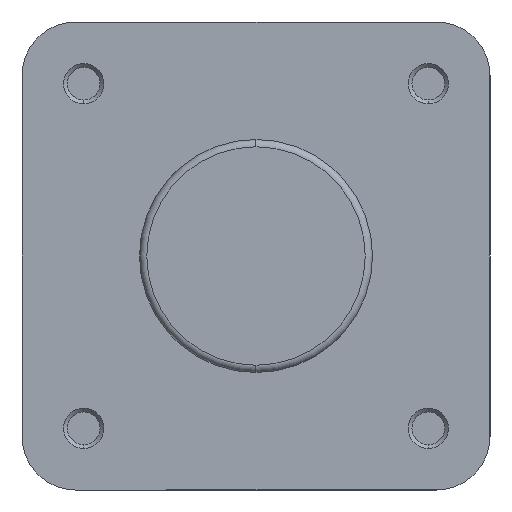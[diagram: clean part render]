
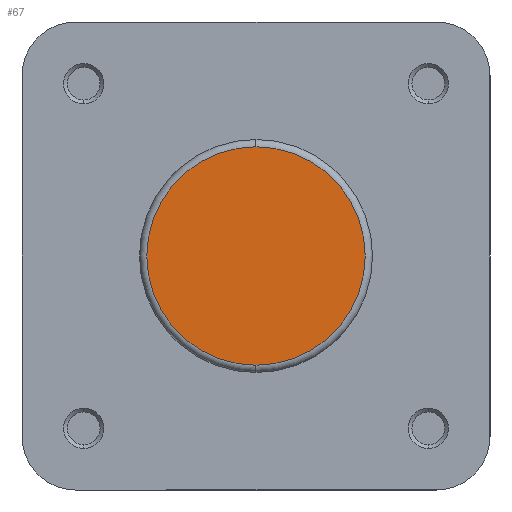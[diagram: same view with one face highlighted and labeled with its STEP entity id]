
A CAD part, left-side view. The second image highlights one B-rep face of the part: STEP entity #67.
In plain terms, the highlighted planar face has unit normal (-1, 0, 0).
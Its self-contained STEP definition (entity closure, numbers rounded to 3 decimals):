
#67 = ADVANCED_FACE ( 'NONE', ( #2627 ), #4071, .F. ) ;
#322 = ORIENTED_EDGE ( 'NONE', *, *, #4940, .T. ) ;
#382 = ORIENTED_EDGE ( 'NONE', *, *, #4878, .T. ) ;
#833 = CARTESIAN_POINT ( 'NONE',  ( 0., 0., 22.4 ) ) ;
#835 = CARTESIAN_POINT ( 'NONE',  ( 0., 0., -22.4 ) ) ;
#1505 = CARTESIAN_POINT ( 'NONE',  ( 0., 0., 0. ) ) ;
#1506 = DIRECTION ( 'NONE',  ( -1., 0., 0. ) ) ;
#1507 = DIRECTION ( 'NONE',  ( 0., 0., -1. ) ) ;
#1656 = CARTESIAN_POINT ( 'NONE',  ( 0., 0., 0. ) ) ;
#1663 = DIRECTION ( 'NONE',  ( -1., 0., 0. ) ) ;
#1664 = DIRECTION ( 'NONE',  ( 0., 0., -1. ) ) ;
#1946 = AXIS2_PLACEMENT_3D ( 'NONE', #1505, #1506, #1507 ) ;
#1983 = AXIS2_PLACEMENT_3D ( 'NONE', #1656, #1663, #1664 ) ;
#2419 = EDGE_LOOP ( 'NONE', ( #322, #382 ) ) ;
#2627 = FACE_OUTER_BOUND ( 'NONE', #2419, .T. ) ;
#3341 = CIRCLE ( 'NONE', #1946, 22.4 ) ;
#3430 = CIRCLE ( 'NONE', #1983, 22.4 ) ;
#3770 = VERTEX_POINT ( 'NONE', #833 ) ;
#3772 = VERTEX_POINT ( 'NONE', #835 ) ;
#4070 = CARTESIAN_POINT ( 'NONE',  ( 0., 23.9, 0. ) ) ;
#4071 = PLANE ( 'NONE',  #5069 ) ;
#4073 = DIRECTION ( 'NONE',  ( 1., 0., 0. ) ) ;
#4074 = DIRECTION ( 'NONE',  ( 0., 0., -1. ) ) ;
#4878 = EDGE_CURVE ( 'NONE', #3770, #3772, #3341, .T. ) ;
#4940 = EDGE_CURVE ( 'NONE', #3772, #3770, #3430, .T. ) ;
#5069 = AXIS2_PLACEMENT_3D ( 'NONE', #4070, #4073, #4074 ) ;
